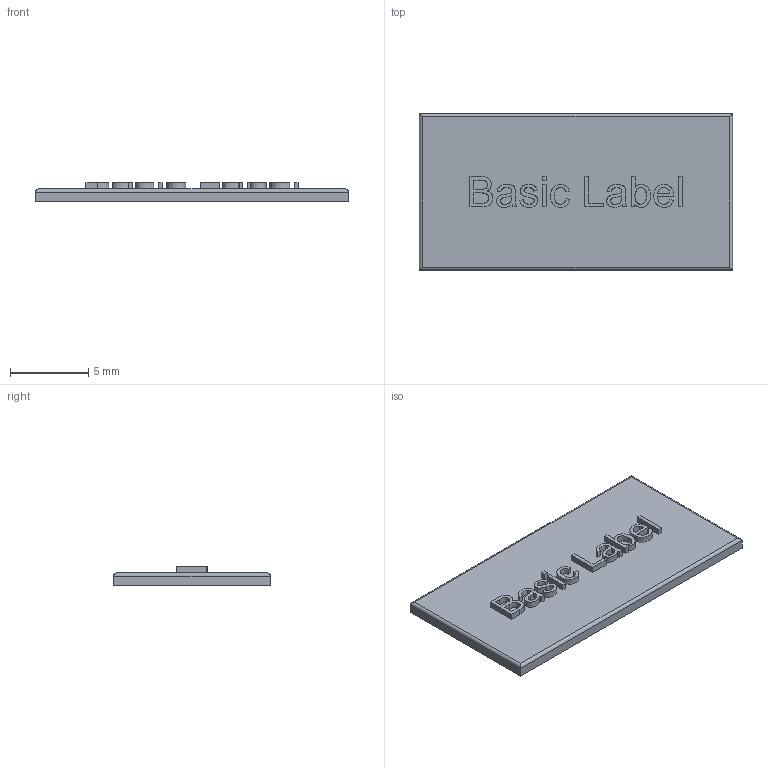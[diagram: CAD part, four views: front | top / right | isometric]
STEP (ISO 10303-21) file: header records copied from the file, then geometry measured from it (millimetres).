
FILE_DESCRIPTION(('Open CASCADE Model'),'2;1');
FILE_NAME('Open CASCADE Shape Model','2025-09-23T18:42:48',('Author'),( 'Open CASCADE'),'Open CASCADE STEP processor 7.8','build123d', 'Unknown');
FILE_SCHEMA(('AUTOMOTIVE_DESIGN { 1 0 10303 214 1 1 1 1 }'));
Length unit declared in the file: millimetre
Products named in the file (1): COMPOUND
Bounding box: 20 x 10 x 1.2 mm (x, y, z)
Volume: 162.9 mm3; surface area: 473.7 mm2
Topology: 1 solids, 1 shells, 120 faces, 299 edges, 198 vertices
Faces by surface type: plane 70, extrusion 46, cylinder 4
Entity records: 8141 total; most frequent: CARTESIAN_POINT 2349, DIRECTION 905, VECTOR 747, LINE 701, ORIENTED_EDGE 598, PCURVE 598, DEFINITIONAL_REPRESENTATION 598, EDGE_CURVE 299
